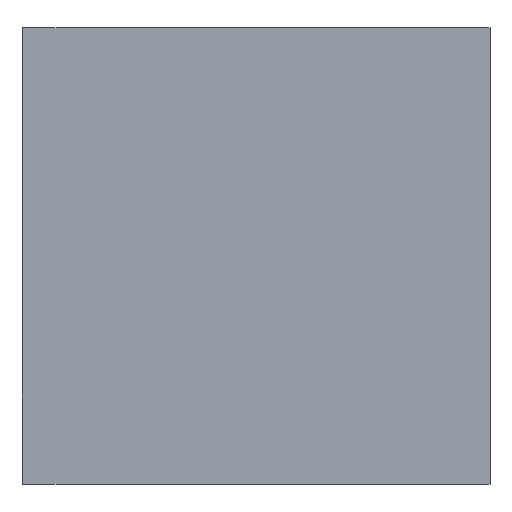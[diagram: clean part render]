
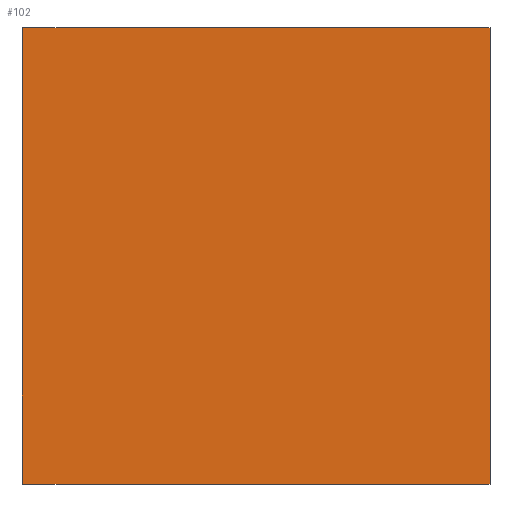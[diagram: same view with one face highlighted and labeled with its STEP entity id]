
A CAD part, top view. The second image highlights one B-rep face of the part: STEP entity #102.
In plain terms, the highlighted planar face has unit normal (0, 0, 1).
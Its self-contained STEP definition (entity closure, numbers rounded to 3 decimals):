
#102=ADVANCED_FACE('',(#216),#218,.T.);
#216=FACE_BOUND('',#217,.T.);
#217=EDGE_LOOP('',(#296,#297,#298,#299));
#218=PLANE('',#219);
#219=AXIS2_PLACEMENT_3D('',#220,#221,#222);
#220=CARTESIAN_POINT('',(-200.,0.,5.));
#221=DIRECTION('',(0.,0.,1.));
#222=DIRECTION('',(1.,0.,0.));
#296=ORIENTED_EDGE('',*,*,#363,.T.);
#297=ORIENTED_EDGE('',*,*,#364,.T.);
#298=ORIENTED_EDGE('',*,*,#365,.F.);
#299=ORIENTED_EDGE('',*,*,#361,.F.);
#361=EDGE_CURVE('',#408,#410,#411,.T.);
#363=EDGE_CURVE('',#408,#413,#414,.T.);
#364=EDGE_CURVE('',#413,#415,#416,.T.);
#365=EDGE_CURVE('',#410,#415,#417,.T.);
#408=VERTEX_POINT('',#500);
#410=VERTEX_POINT('',#504);
#411=LINE('',#505,#506);
#413=VERTEX_POINT('',#511);
#414=LINE('',#512,#513);
#415=VERTEX_POINT('',#515);
#416=LINE('',#516,#517);
#417=LINE('',#519,#520);
#500=CARTESIAN_POINT('',(-200.,0.,5.));
#504=CARTESIAN_POINT('',(-200.,390.,5.));
#505=CARTESIAN_POINT('',(-200.,0.,5.));
#506=VECTOR('',#507,1.);
#507=DIRECTION('',(0.,1.,0.));
#511=CARTESIAN_POINT('',(200.,0.,5.));
#512=CARTESIAN_POINT('',(-200.,0.,5.));
#513=VECTOR('',#514,1.);
#514=DIRECTION('',(1.,0.,0.));
#515=CARTESIAN_POINT('',(200.,390.,5.));
#516=CARTESIAN_POINT('',(200.,0.,5.));
#517=VECTOR('',#518,1.);
#518=DIRECTION('',(0.,1.,0.));
#519=CARTESIAN_POINT('',(-200.,390.,5.));
#520=VECTOR('',#521,1.);
#521=DIRECTION('',(1.,0.,0.));
